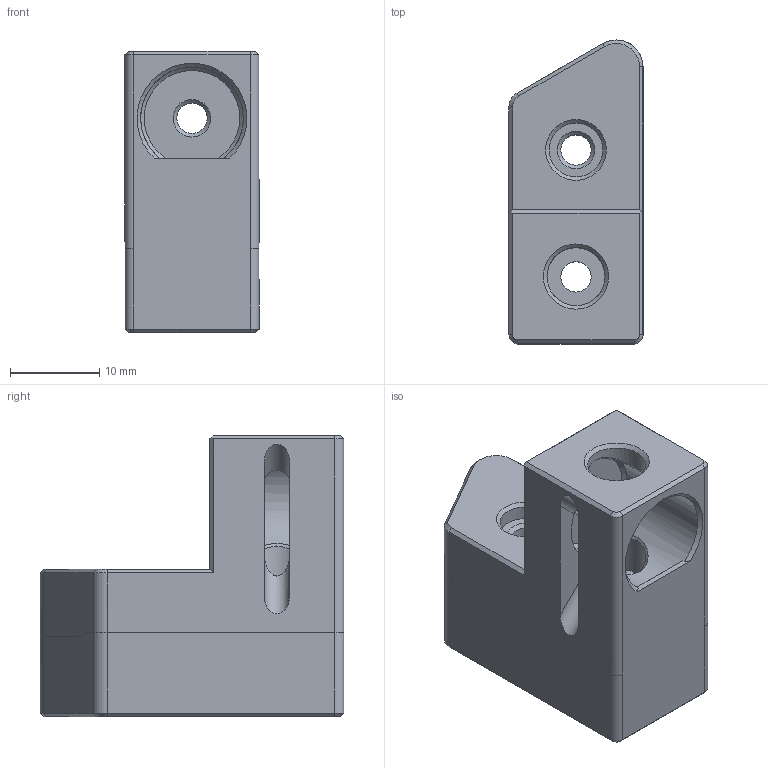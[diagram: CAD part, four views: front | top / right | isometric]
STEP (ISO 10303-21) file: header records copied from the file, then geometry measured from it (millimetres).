
FILE_DESCRIPTION(/* description */ (''),/* implementation_level */ '2;1');
FILE_NAME(/* name */ 'A Idler (Model B) (2).step',/* time_stamp */ '2023-08-05T10:56:18-08:00',/* author */ (''),/* organization */ (''),/* preprocessor_version */ 'ST-DEVELOPER v20',/* originating_system */ 'Autodesk Translation Framework v12.9.0.99',/* authorisation */ '');
FILE_SCHEMA (('AUTOMOTIVE_DESIGN { 1 0 10303 214 3 1 1 }'));
Length unit declared in the file: millimetre
Products named in the file (1): A Idler (Model B) (2)
Bounding box: 15 x 34.01 x 31.5 mm (x, y, z)
Volume: 9207.7 mm3; surface area: 4094.2 mm2
Topology: 1 solids, 1 shells, 71 faces, 190 edges, 123 vertices
Faces by surface type: plane 31, cylinder 19, cone 17, bspline 4
Full cylindrical faces by diameter (mm): 3.4 x3, 6 x1, 6.5 x2, 11.5 x1
Entity records: 5268 total; most frequent: CARTESIAN_POINT 3432, ORIENTED_EDGE 380, DIRECTION 365, EDGE_CURVE 190, AXIS2_PLACEMENT_3D 125, VERTEX_POINT 123, LINE 115, VECTOR 115
